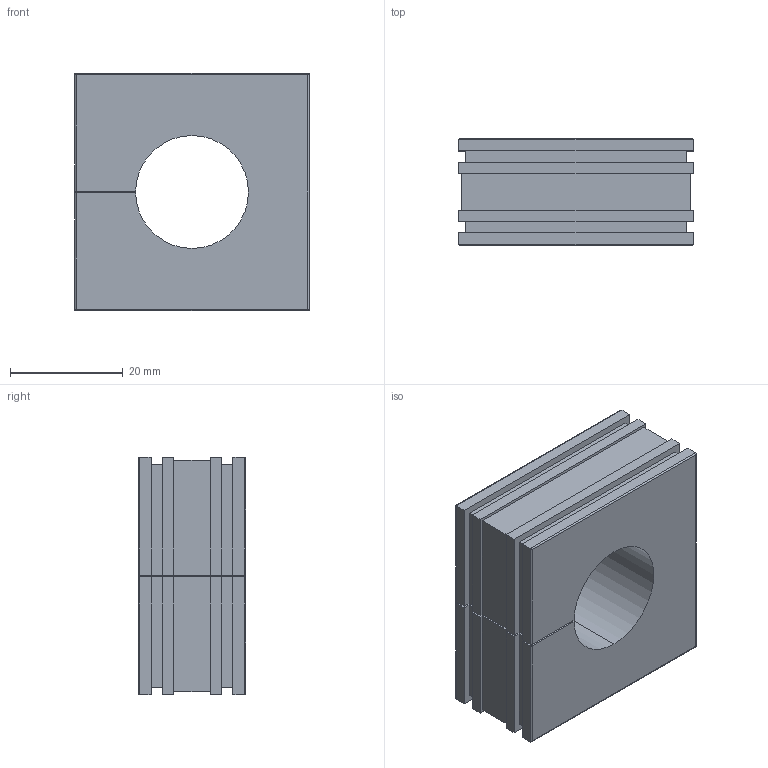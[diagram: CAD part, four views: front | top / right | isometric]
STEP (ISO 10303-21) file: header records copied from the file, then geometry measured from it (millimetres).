
FILE_DESCRIPTION(('STEP AP242'),'1');
FILE_NAME('41220.stp','2020-06-03T11:49:58',('TraceParts'),('TraceParts S.A.'),'Spatial InterOp 3D',' ',' ');
FILE_SCHEMA(('AP242_MANAGED_MODEL_BASED_3D_ENGINEERING_MIM_LF {1 0 10303 442 1 1 4}'));
Length unit declared in the file: millimetre
Products named in the file (1): 41220
Bounding box: 41.5 x 19 x 42 mm (x, y, z)
Volume: 25731.6 mm3; surface area: 8480.2 mm2
Topology: 1 solids, 1 shells, 85 faces, 229 edges, 150 vertices
Faces by surface type: plane 55, cylinder 15, bspline 15
Entity records: 3714 total; most frequent: CARTESIAN_POINT 1680, ORIENTED_EDGE 458, DIRECTION 347, EDGE_CURVE 229, LINE 177, VECTOR 177, VERTEX_POINT 150, EDGE_LOOP 89
